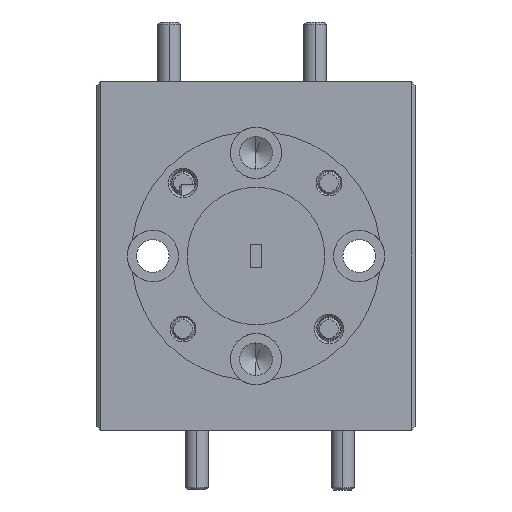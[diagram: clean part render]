
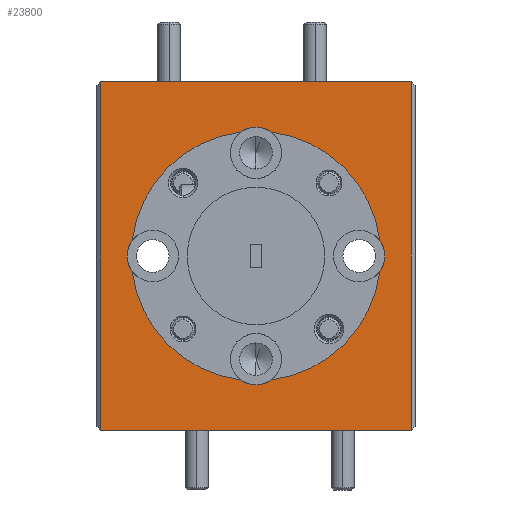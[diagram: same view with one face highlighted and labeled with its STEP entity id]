
A CAD part, left-side view. The second image highlights one B-rep face of the part: STEP entity #23800.
In plain terms, the highlighted planar face has unit normal (-1, 0, 0).
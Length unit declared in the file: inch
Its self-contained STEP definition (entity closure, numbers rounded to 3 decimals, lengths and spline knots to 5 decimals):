
#306 = DIRECTION ( 'NONE',  ( -1., 0., 0. ) ) ;
#2071 = EDGE_CURVE ( 'NONE', #20717, #6373, #9016, .T. ) ;
#2783 = CARTESIAN_POINT ( 'NONE',  ( -3.52968, 1.04271, 0.6989 ) ) ;
#2827 = CARTESIAN_POINT ( 'NONE',  ( -3.52968, 1.33837, 0.40324 ) ) ;
#3177 = DIRECTION ( 'NONE',  ( 0., 1., 0. ) ) ;
#3228 = CARTESIAN_POINT ( 'NONE',  ( -3.52968, 0.66352, 0.40324 ) ) ;
#3263 = AXIS2_PLACEMENT_3D ( 'NONE', #25071, #306, #6679 ) ;
#3802 = ORIENTED_EDGE ( 'NONE', *, *, #14290, .F. ) ;
#4297 = VERTEX_POINT ( 'NONE', #2827 ) ;
#5562 = LINE ( 'NONE', #21594, #27125 ) ;
#5730 = CARTESIAN_POINT ( 'NONE',  ( -3.52968, 0.56769, -0.11352 ) ) ;
#6061 = CARTESIAN_POINT ( 'NONE',  ( -3.52968, 1.28219, 0.36148 ) ) ;
#6084 = DIRECTION ( 'NONE',  ( -1., 0., 0. ) ) ;
#6373 = VERTEX_POINT ( 'NONE', #28403 ) ;
#6423 = CARTESIAN_POINT ( 'NONE',  ( -3.52968, 0.95917, 0.6989 ) ) ;
#6679 = DIRECTION ( 'NONE',  ( 0., 0., 1. ) ) ;
#6713 = DIRECTION ( 'NONE',  ( 0., 0., 1. ) ) ;
#7131 = EDGE_CURVE ( 'NONE', #34455, #20031, #37839, .T. ) ;
#7438 = AXIS2_PLACEMENT_3D ( 'NONE', #6061, #9414, #28629 ) ;
#7739 = CARTESIAN_POINT ( 'NONE',  ( -3.52968, 1.00094, 0.36148 ) ) ;
#8020 = ORIENTED_EDGE ( 'NONE', *, *, #39852, .F. ) ;
#8131 = AXIS2_PLACEMENT_3D ( 'NONE', #10736, #16864, #13883 ) ;
#8191 = VERTEX_POINT ( 'NONE', #21822 ) ;
#8238 = VERTEX_POINT ( 'NONE', #31940 ) ;
#8998 = CARTESIAN_POINT ( 'NONE',  ( -3.52968, 1.00094, 0.08023 ) ) ;
#9016 = CIRCLE ( 'NONE', #13059, 0.07 ) ;
#9081 = DIRECTION ( 'NONE',  ( -1., 0., 0. ) ) ;
#9414 = DIRECTION ( 'NONE',  ( -1., 0., 0. ) ) ;
#9795 = VECTOR ( 'NONE', #3177, 39.37008 ) ;
#10054 = CARTESIAN_POINT ( 'NONE',  ( -3.52968, 1.00094, 0.36148 ) ) ;
#10708 = DIRECTION ( 'NONE',  ( 0., 0., 1. ) ) ;
#10734 = VERTEX_POINT ( 'NONE', #3228 ) ;
#10736 = CARTESIAN_POINT ( 'NONE',  ( -3.52968, 1.00094, 0.36148 ) ) ;
#10948 = ORIENTED_EDGE ( 'NONE', *, *, #41632, .F. ) ;
#11046 = CARTESIAN_POINT ( 'NONE',  ( -3.52968, 1.42419, 0.83648 ) ) ;
#11195 = EDGE_CURVE ( 'NONE', #8191, #20580, #37479, .T. ) ;
#11562 = CARTESIAN_POINT ( 'NONE',  ( -3.52968, 1.33837, 0.31971 ) ) ;
#11956 = DIRECTION ( 'NONE',  ( -1., 0., 0. ) ) ;
#12090 = DIRECTION ( 'NONE',  ( -1., 0., 0. ) ) ;
#12698 = CARTESIAN_POINT ( 'NONE',  ( -3.52968, 1.04271, 0.02405 ) ) ;
#13059 = AXIS2_PLACEMENT_3D ( 'NONE', #8998, #11956, #35164 ) ;
#13251 = FACE_OUTER_BOUND ( 'NONE', #38093, .T. ) ;
#13360 = VERTEX_POINT ( 'NONE', #30218 ) ;
#13517 = EDGE_CURVE ( 'NONE', #34455, #8238, #21755, .T. ) ;
#13883 = DIRECTION ( 'NONE',  ( 0., 0., 1. ) ) ;
#14200 = CIRCLE ( 'NONE', #7438, 0.07 ) ;
#14290 = EDGE_CURVE ( 'NONE', #13360, #20215, #22430, .T. ) ;
#14634 = DIRECTION ( 'NONE',  ( 0., 1., 0. ) ) ;
#14794 = EDGE_CURVE ( 'NONE', #10734, #26520, #15124, .T. ) ;
#14955 = CARTESIAN_POINT ( 'NONE',  ( -3.52968, 1.42419, -0.11352 ) ) ;
#15124 = CIRCLE ( 'NONE', #17142, 0.34 ) ;
#15609 = CARTESIAN_POINT ( 'NONE',  ( -3.52968, 0.56769, -0.11352 ) ) ;
#15666 = VECTOR ( 'NONE', #24508, 39.37008 ) ;
#16082 = CIRCLE ( 'NONE', #3263, 0.07 ) ;
#16232 = ORIENTED_EDGE ( 'NONE', *, *, #25590, .F. ) ;
#16534 = EDGE_CURVE ( 'NONE', #4297, #34994, #14200, .T. ) ;
#16864 = DIRECTION ( 'NONE',  ( -1., 0., 0. ) ) ;
#17142 = AXIS2_PLACEMENT_3D ( 'NONE', #10054, #6084, #26304 ) ;
#17683 = DIRECTION ( 'NONE',  ( -1., 0., 0. ) ) ;
#17764 = CARTESIAN_POINT ( 'NONE',  ( -3.52968, 0.57769, -0.11352 ) ) ;
#18364 = EDGE_CURVE ( 'NONE', #8238, #29327, #5562, .T. ) ;
#18645 = CIRCLE ( 'NONE', #26729, 0.34 ) ;
#18976 = FACE_BOUND ( 'NONE', #19217, .T. ) ;
#19217 = EDGE_LOOP ( 'NONE', ( #16232, #19472, #22824, #3802, #8020, #40771, #24317, #29847, #10948, #22942 ) ) ;
#19472 = ORIENTED_EDGE ( 'NONE', *, *, #14794, .F. ) ;
#20031 = VERTEX_POINT ( 'NONE', #27601 ) ;
#20215 = VERTEX_POINT ( 'NONE', #34961 ) ;
#20580 = VERTEX_POINT ( 'NONE', #2783 ) ;
#20717 = VERTEX_POINT ( 'NONE', #12698 ) ;
#21272 = LINE ( 'NONE', #14955, #36132 ) ;
#21275 = DIRECTION ( 'NONE',  ( -1., 0., 0. ) ) ;
#21594 = CARTESIAN_POINT ( 'NONE',  ( -3.52968, 0.56769, 0.83648 ) ) ;
#21633 = ORIENTED_EDGE ( 'NONE', *, *, #7131, .F. ) ;
#21755 = LINE ( 'NONE', #34640, #15666 ) ;
#21822 = CARTESIAN_POINT ( 'NONE',  ( -3.52968, 1.00094, 0.71273 ) ) ;
#22400 = DIRECTION ( 'NONE',  ( 0., 0., 1. ) ) ;
#22430 = CIRCLE ( 'NONE', #25167, 0.34 ) ;
#22575 = EDGE_CURVE ( 'NONE', #29327, #20031, #21272, .T. ) ;
#22600 = CARTESIAN_POINT ( 'NONE',  ( -3.52968, 0.71969, 0.36148 ) ) ;
#22824 = ORIENTED_EDGE ( 'NONE', *, *, #28116, .F. ) ;
#22942 = ORIENTED_EDGE ( 'NONE', *, *, #11195, .F. ) ;
#23800 = ADVANCED_FACE ( 'NONE', ( #13251, #18976 ), #32466, .F. ) ;
#24222 = CIRCLE ( 'NONE', #8131, 0.34 ) ;
#24317 = ORIENTED_EDGE ( 'NONE', *, *, #38493, .F. ) ;
#24444 = DIRECTION ( 'NONE',  ( 0., 0., -1. ) ) ;
#24508 = DIRECTION ( 'NONE',  ( 0., 0., 1. ) ) ;
#25071 = CARTESIAN_POINT ( 'NONE',  ( -3.52968, 1.00094, 0.08023 ) ) ;
#25167 = AXIS2_PLACEMENT_3D ( 'NONE', #38026, #9081, #40581 ) ;
#25590 = EDGE_CURVE ( 'NONE', #26520, #8191, #40994, .T. ) ;
#26304 = DIRECTION ( 'NONE',  ( 0., 0., 1. ) ) ;
#26520 = VERTEX_POINT ( 'NONE', #6423 ) ;
#26729 = AXIS2_PLACEMENT_3D ( 'NONE', #7739, #17683, #10708 ) ;
#27125 = VECTOR ( 'NONE', #14634, 39.37008 ) ;
#27601 = CARTESIAN_POINT ( 'NONE',  ( -3.52968, 1.42419, -0.11352 ) ) ;
#28116 = EDGE_CURVE ( 'NONE', #20215, #10734, #29226, .T. ) ;
#28403 = CARTESIAN_POINT ( 'NONE',  ( -3.52968, 1.00094, 0.01023 ) ) ;
#28629 = DIRECTION ( 'NONE',  ( 0., 0., 1. ) ) ;
#29226 = CIRCLE ( 'NONE', #36660, 0.07 ) ;
#29327 = VERTEX_POINT ( 'NONE', #11046 ) ;
#29847 = ORIENTED_EDGE ( 'NONE', *, *, #16534, .F. ) ;
#30218 = CARTESIAN_POINT ( 'NONE',  ( -3.52968, 0.95917, 0.02405 ) ) ;
#31609 = CARTESIAN_POINT ( 'NONE',  ( -3.52968, 1.00094, 0.64273 ) ) ;
#31846 = ORIENTED_EDGE ( 'NONE', *, *, #22575, .T. ) ;
#31940 = CARTESIAN_POINT ( 'NONE',  ( -3.52968, 0.57769, 0.83648 ) ) ;
#32466 = PLANE ( 'NONE',  #34255 ) ;
#33433 = AXIS2_PLACEMENT_3D ( 'NONE', #31609, #21275, #40506 ) ;
#34255 = AXIS2_PLACEMENT_3D ( 'NONE', #15609, #35013, #6713 ) ;
#34455 = VERTEX_POINT ( 'NONE', #17764 ) ;
#34503 = ORIENTED_EDGE ( 'NONE', *, *, #18364, .T. ) ;
#34640 = CARTESIAN_POINT ( 'NONE',  ( -3.52968, 0.57769, 0.83648 ) ) ;
#34961 = CARTESIAN_POINT ( 'NONE',  ( -3.52968, 0.66352, 0.31971 ) ) ;
#34994 = VERTEX_POINT ( 'NONE', #11562 ) ;
#35013 = DIRECTION ( 'NONE',  ( 1., 0., 0. ) ) ;
#35164 = DIRECTION ( 'NONE',  ( 0., 0., 1. ) ) ;
#36132 = VECTOR ( 'NONE', #24444, 39.37008 ) ;
#36238 = AXIS2_PLACEMENT_3D ( 'NONE', #40823, #12090, #38064 ) ;
#36660 = AXIS2_PLACEMENT_3D ( 'NONE', #22600, #41437, #22400 ) ;
#37479 = CIRCLE ( 'NONE', #33433, 0.07 ) ;
#37839 = LINE ( 'NONE', #5730, #9795 ) ;
#38026 = CARTESIAN_POINT ( 'NONE',  ( -3.52968, 1.00094, 0.36148 ) ) ;
#38064 = DIRECTION ( 'NONE',  ( 0., 0., 1. ) ) ;
#38093 = EDGE_LOOP ( 'NONE', ( #34503, #31846, #21633, #38442 ) ) ;
#38442 = ORIENTED_EDGE ( 'NONE', *, *, #13517, .T. ) ;
#38493 = EDGE_CURVE ( 'NONE', #34994, #20717, #18645, .T. ) ;
#39852 = EDGE_CURVE ( 'NONE', #6373, #13360, #16082, .T. ) ;
#40506 = DIRECTION ( 'NONE',  ( 0., 0., 1. ) ) ;
#40581 = DIRECTION ( 'NONE',  ( 0., 0., 1. ) ) ;
#40771 = ORIENTED_EDGE ( 'NONE', *, *, #2071, .F. ) ;
#40823 = CARTESIAN_POINT ( 'NONE',  ( -3.52968, 1.00094, 0.64273 ) ) ;
#40994 = CIRCLE ( 'NONE', #36238, 0.07 ) ;
#41437 = DIRECTION ( 'NONE',  ( -1., 0., 0. ) ) ;
#41632 = EDGE_CURVE ( 'NONE', #20580, #4297, #24222, .T. ) ;
